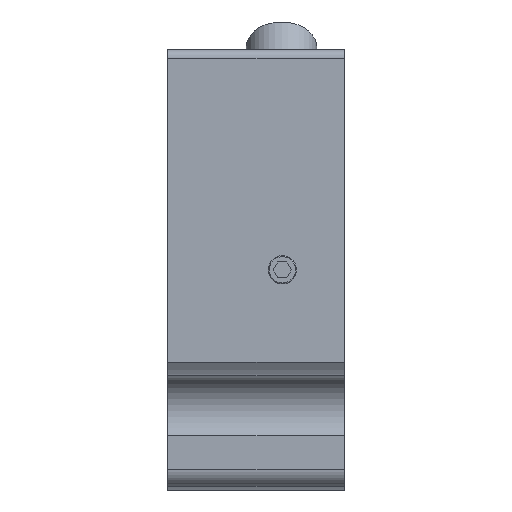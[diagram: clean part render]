
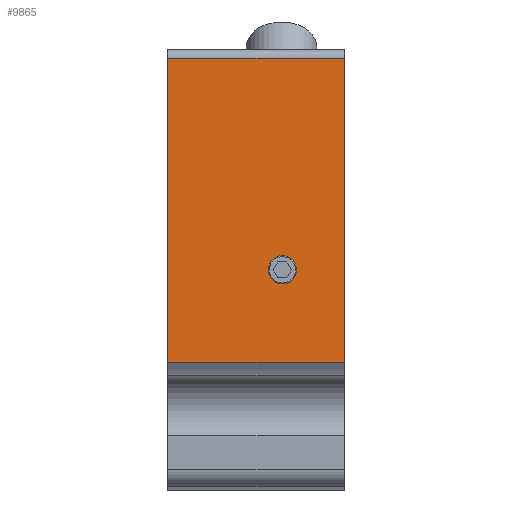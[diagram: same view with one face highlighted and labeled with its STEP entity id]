
A CAD part, front view. The second image highlights one B-rep face of the part: STEP entity #9865.
In plain terms, the highlighted planar face has unit normal (0, -1, 0).
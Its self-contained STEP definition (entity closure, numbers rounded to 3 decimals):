
#178=LINE('',#14130,#735);
#325=LINE('',#15151,#882);
#408=LINE('',#15390,#965);
#410=LINE('',#15396,#967);
#735=VECTOR('',#11460,17.257);
#882=VECTOR('',#11743,10.);
#965=VECTOR('',#12012,10.);
#967=VECTOR('',#12020,17.257);
#1310=PLANE('',#10478);
#1580=FACE_BOUND('',#2442,.T.);
#1888=FACE_OUTER_BOUND('',#2441,.T.);
#2441=EDGE_LOOP('',(#7101,#7102,#7103,#7104));
#2442=EDGE_LOOP('',(#7105));
#2924=CIRCLE('',#10260,0.8);
#3790=VERTEX_POINT('',#13872);
#3875=VERTEX_POINT('',#14127);
#3876=VERTEX_POINT('',#14129);
#4032=VERTEX_POINT('',#15149);
#4088=VERTEX_POINT('',#15388);
#4773=EDGE_CURVE('',#3790,#3790,#2924,.T.);
#4865=EDGE_CURVE('',#3875,#3876,#178,.T.);
#5098=EDGE_CURVE('',#4032,#3875,#325,.T.);
#5215=EDGE_CURVE('',#4088,#3876,#408,.T.);
#5218=EDGE_CURVE('',#4088,#4032,#410,.T.);
#7101=ORIENTED_EDGE('',*,*,#5098,.F.);
#7102=ORIENTED_EDGE('',*,*,#5218,.F.);
#7103=ORIENTED_EDGE('',*,*,#5215,.T.);
#7104=ORIENTED_EDGE('',*,*,#4865,.F.);
#7105=ORIENTED_EDGE('',*,*,#4773,.T.);
#9865=ADVANCED_FACE('',(#1888,#1580),#1310,.T.);
#10260=AXIS2_PLACEMENT_3D('',#13873,#11308,#11309);
#10478=AXIS2_PLACEMENT_3D('',#15395,#12018,#12019);
#11308=DIRECTION('center_axis',(0.,1.,0.));
#11309=DIRECTION('ref_axis',(0.,0.,
1.));
#11460=DIRECTION('',(0.,0.,-1.));
#11743=DIRECTION('',(1.,0.,0.));
#12012=DIRECTION('',(1.,0.,0.));
#12018=DIRECTION('center_axis',(0.,-1.,0.));
#12019=DIRECTION('ref_axis',(0.,0.,-1.));
#12020=DIRECTION('',(0.,0.,1.));
#13872=CARTESIAN_POINT('',(27.281,-12.5,70.8));
#13873=CARTESIAN_POINT('Origin',(27.281,-12.5,70.));
#14127=CARTESIAN_POINT('',(30.781,-12.5,82.));
#14129=CARTESIAN_POINT('',(30.781,-12.5,64.743));
#14130=CARTESIAN_POINT('',(30.781,-12.5,57.5));
#15149=CARTESIAN_POINT('',(20.781,-12.5,82.));
#15151=CARTESIAN_POINT('',(25.781,-12.5,82.));
#15388=CARTESIAN_POINT('',(20.781,-12.5,64.743));
#15390=CARTESIAN_POINT('',(30.781,-12.5,64.743));
#15395=CARTESIAN_POINT('Origin',(25.781,-12.5,82.5));
#15396=CARTESIAN_POINT('',(20.781,-12.5,57.5));
